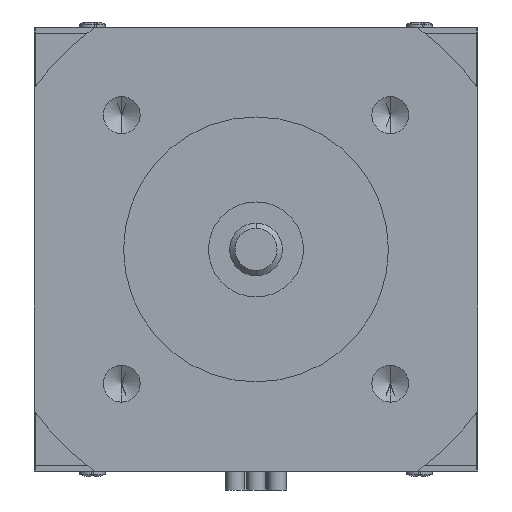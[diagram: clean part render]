
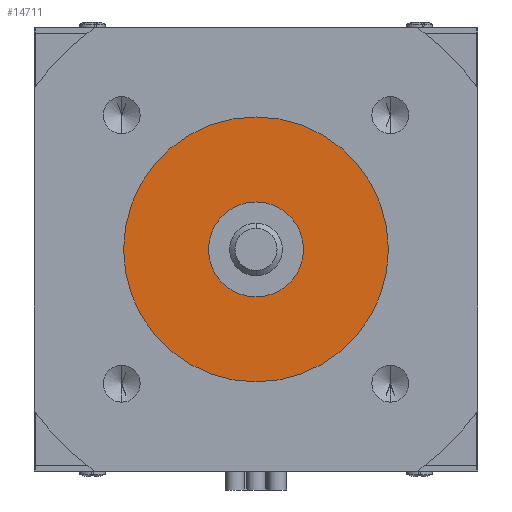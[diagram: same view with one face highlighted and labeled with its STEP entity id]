
A CAD part, front view. The second image highlights one B-rep face of the part: STEP entity #14711.
In plain terms, the highlighted planar face has unit normal (0, -1, 0).
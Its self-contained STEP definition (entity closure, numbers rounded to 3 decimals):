
#8 = EDGE_CURVE ( 'NONE', #4570, #4976, #15789, .T. ) ;
#306 = EDGE_CURVE ( 'NONE', #15462, #5459, #1882, .T. ) ;
#334 = EDGE_CURVE ( 'NONE', #4976, #4570, #1035, .T. ) ;
#695 = FACE_OUTER_BOUND ( 'NONE', #3519, .T. ) ;
#743 = CARTESIAN_POINT ( 'NONE',  ( 0., -43.7, 0. ) ) ;
#1035 = CIRCLE ( 'NONE', #13254, 12.55 ) ;
#1135 = AXIS2_PLACEMENT_3D ( 'NONE', #9838, #9790, #9773 ) ;
#1500 = ORIENTED_EDGE ( 'NONE', *, *, #306, .T. ) ;
#1882 = CIRCLE ( 'NONE', #1135, 4.5 ) ;
#2100 = DIRECTION ( 'NONE',  ( 0., 0., -1. ) ) ;
#2446 = ORIENTED_EDGE ( 'NONE', *, *, #8, .F. ) ;
#3519 = EDGE_LOOP ( 'NONE', ( #4373, #2446 ) ) ;
#4342 = CARTESIAN_POINT ( 'NONE',  ( 0., -43.7, -12.55 ) ) ;
#4373 = ORIENTED_EDGE ( 'NONE', *, *, #334, .F. ) ;
#4465 = CARTESIAN_POINT ( 'NONE',  ( 0., -43.7, 4.5 ) ) ;
#4570 = VERTEX_POINT ( 'NONE', #8537 ) ;
#4661 = CARTESIAN_POINT ( 'NONE',  ( 0., -43.7, 0. ) ) ;
#4976 = VERTEX_POINT ( 'NONE', #4342 ) ;
#5459 = VERTEX_POINT ( 'NONE', #8282 ) ;
#7358 = DIRECTION ( 'NONE',  ( 0., -1., 0. ) ) ;
#7384 = FACE_BOUND ( 'NONE', #10922, .T. ) ;
#8282 = CARTESIAN_POINT ( 'NONE',  ( 0., -43.7, -4.5 ) ) ;
#8537 = CARTESIAN_POINT ( 'NONE',  ( 0., -43.7, 12.55 ) ) ;
#8949 = EDGE_CURVE ( 'NONE', #5459, #15462, #11565, .T. ) ;
#9494 = DIRECTION ( 'NONE',  ( 0., 0., -1. ) ) ;
#9508 = DIRECTION ( 'NONE',  ( 0., 1., 0. ) ) ;
#9510 = CARTESIAN_POINT ( 'NONE',  ( 0., -43.7, 0. ) ) ;
#9773 = DIRECTION ( 'NONE',  ( 0., 0., -1. ) ) ;
#9790 = DIRECTION ( 'NONE',  ( 0., 1., 0. ) ) ;
#9838 = CARTESIAN_POINT ( 'NONE',  ( 0., -43.7, 0. ) ) ;
#9883 = DIRECTION ( 'NONE',  ( 0., 1., 0. ) ) ;
#10161 = AXIS2_PLACEMENT_3D ( 'NONE', #16070, #16222, #16088 ) ;
#10550 = ORIENTED_EDGE ( 'NONE', *, *, #8949, .T. ) ;
#10922 = EDGE_LOOP ( 'NONE', ( #10550, #1500 ) ) ;
#11011 = PLANE ( 'NONE',  #11277 ) ;
#11277 = AXIS2_PLACEMENT_3D ( 'NONE', #4661, #7358, #15775 ) ;
#11565 = CIRCLE ( 'NONE', #14720, 4.5 ) ;
#13254 = AXIS2_PLACEMENT_3D ( 'NONE', #9510, #9508, #9494 ) ;
#14711 = ADVANCED_FACE ( 'NONE', ( #7384, #695 ), #11011, .T. ) ;
#14720 = AXIS2_PLACEMENT_3D ( 'NONE', #743, #9883, #2100 ) ;
#15462 = VERTEX_POINT ( 'NONE', #4465 ) ;
#15775 = DIRECTION ( 'NONE',  ( 0., 0., -1. ) ) ;
#15789 = CIRCLE ( 'NONE', #10161, 12.55 ) ;
#16070 = CARTESIAN_POINT ( 'NONE',  ( 0., -43.7, 0. ) ) ;
#16088 = DIRECTION ( 'NONE',  ( 0., 0., -1. ) ) ;
#16222 = DIRECTION ( 'NONE',  ( 0., 1., 0. ) ) ;
